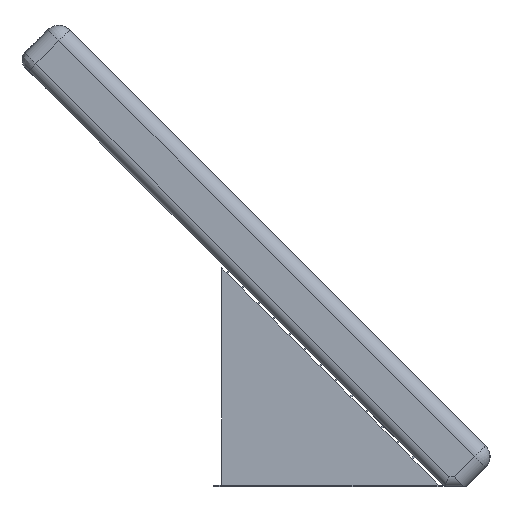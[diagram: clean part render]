
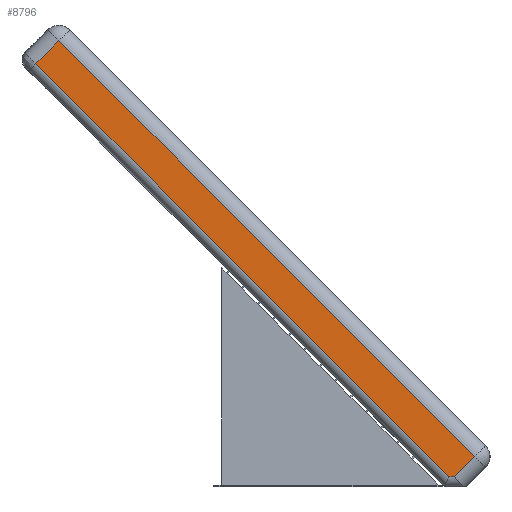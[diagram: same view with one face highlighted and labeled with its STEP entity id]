
A CAD part, left-side view. The second image highlights one B-rep face of the part: STEP entity #8796.
In plain terms, the highlighted planar face has unit normal (-1, 0, 0).
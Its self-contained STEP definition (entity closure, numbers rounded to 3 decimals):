
#142=PLANE('',#9546);
#686=FACE_OUTER_BOUND('',#1195,.T.);
#1195=EDGE_LOOP('',(#7125,#7126,#7127,#7128,#7129));
#2051=LINE('',#15579,#3014);
#2054=LINE('',#15599,#3017);
#2055=LINE('',#15605,#3018);
#2057=LINE('',#15615,#3020);
#2066=LINE('',#15679,#3029);
#3014=VECTOR('',#11091,10.);
#3017=VECTOR('',#11098,10.);
#3018=VECTOR('',#11107,10.);
#3020=VECTOR('',#11119,10.);
#3029=VECTOR('',#11172,10.);
#4158=VERTEX_POINT('',#15570);
#4161=VERTEX_POINT('',#15578);
#4164=VERTEX_POINT('',#15586);
#4165=VERTEX_POINT('',#15601);
#4166=VERTEX_POINT('',#15607);
#5223=EDGE_CURVE('',#4161,#4158,#2051,.T.);
#5228=EDGE_CURVE('',#4164,#4161,#2054,.T.);
#5231=EDGE_CURVE('',#4158,#4165,#2055,.T.);
#5236=EDGE_CURVE('',#4166,#4164,#2057,.T.);
#5259=EDGE_CURVE('',#4165,#4166,#2066,.T.);
#7125=ORIENTED_EDGE('',*,*,#5223,.F.);
#7126=ORIENTED_EDGE('',*,*,#5228,.F.);
#7127=ORIENTED_EDGE('',*,*,#5236,.F.);
#7128=ORIENTED_EDGE('',*,*,#5259,.F.);
#7129=ORIENTED_EDGE('',*,*,#5231,.F.);
#8796=ADVANCED_FACE('',(#686),#142,.T.);
#9546=AXIS2_PLACEMENT_3D('',#15712,#11202,#11203);
#11091=DIRECTION('',(0.,0.707,0.707));
#11098=DIRECTION('',(0.,1.,0.));
#11107=DIRECTION('',(0.,-0.707,0.707));
#11119=DIRECTION('',(0.,0.707,-0.707));
#11172=DIRECTION('',(0.,-0.707,-0.707));
#11202=DIRECTION('center_axis',(-1.,0.,0.));
#11203=DIRECTION('ref_axis',(0.,-0.707,-0.707));
#15570=CARTESIAN_POINT('',(-22.5,106.47,109.319));
#15578=CARTESIAN_POINT('',(-22.5,-0.249,2.6));
#15579=CARTESIAN_POINT('',(-22.5,81.014,83.863));
#15586=CARTESIAN_POINT('',(-22.5,-1.772,2.6));
#15599=CARTESIAN_POINT('',(-22.5,52.447,2.6));
#15601=CARTESIAN_POINT('',(-22.5,100.53,115.258));
#15605=CARTESIAN_POINT('',(-22.5,104.066,111.723));
#15607=CARTESIAN_POINT('',(-22.5,-6.95,7.778));
#15615=CARTESIAN_POINT('',(-22.5,-3.414,4.243));
#15679=CARTESIAN_POINT('',(-22.5,75.075,89.803));
#15712=CARTESIAN_POINT('Origin',(-22.5,106.894,114.551));
